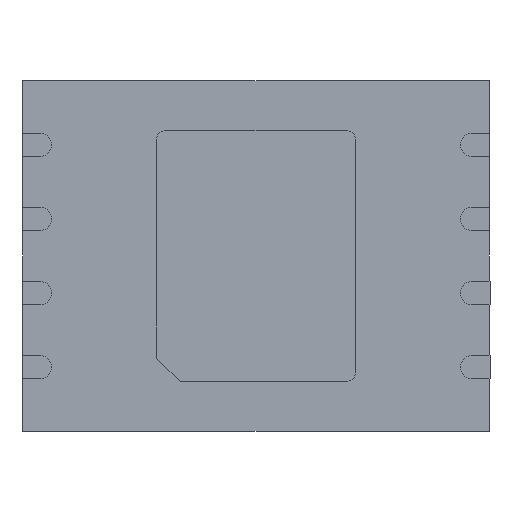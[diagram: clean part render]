
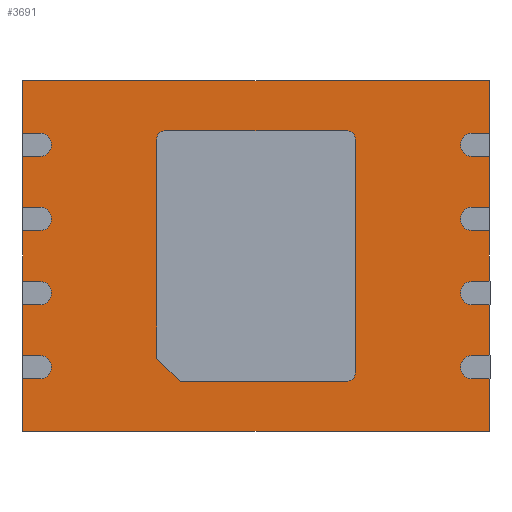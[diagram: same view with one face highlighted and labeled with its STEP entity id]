
A CAD part, front view. The second image highlights one B-rep face of the part: STEP entity #3691.
In plain terms, the highlighted planar face has unit normal (0, -1, 0).
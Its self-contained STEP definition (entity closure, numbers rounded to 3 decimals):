
#516=FACE_OUTER_BOUND('',#737,.T.);
#737=EDGE_LOOP('',(#2775,#2776,#2777,#2778));
#1025=LINE('',#5925,#1362);
#1028=LINE('',#5930,#1365);
#1030=LINE('',#5934,#1367);
#1032=LINE('',#5937,#1369);
#1362=VECTOR('',#4311,1000.);
#1365=VECTOR('',#4316,1000.);
#1367=VECTOR('',#4320,1000.);
#1369=VECTOR('',#4324,1000.);
#1743=VERTEX_POINT('',#5923);
#1744=VERTEX_POINT('',#5924);
#1745=VERTEX_POINT('',#5929);
#1746=VERTEX_POINT('',#5933);
#2130=EDGE_CURVE('',#1743,#1744,#1025,.T.);
#2133=EDGE_CURVE('',#1744,#1745,#1028,.T.);
#2135=EDGE_CURVE('',#1745,#1746,#1030,.T.);
#2137=EDGE_CURVE('',#1746,#1743,#1032,.T.);
#2775=ORIENTED_EDGE('',*,*,#2130,.F.);
#2776=ORIENTED_EDGE('',*,*,#2137,.F.);
#2777=ORIENTED_EDGE('',*,*,#2135,.F.);
#2778=ORIENTED_EDGE('',*,*,#2133,.F.);
#3564=PLANE('',#3950);
#3691=ADVANCED_FACE('',(#516),#3564,.T.);
#3950=AXIS2_PLACEMENT_3D('',#5938,#4325,#4326);
#4311=DIRECTION('',(0.,0.,-1.));
#4316=DIRECTION('',(-1.,0.,0.));
#4320=DIRECTION('',(0.,0.,1.));
#4324=DIRECTION('',(1.,0.,0.));
#4325=DIRECTION('center_axis',(0.,-1.,0.));
#4326=DIRECTION('ref_axis',(0.,0.,-1.));
#5923=CARTESIAN_POINT('',(4.,0.02,3.));
#5924=CARTESIAN_POINT('',(4.,0.02,-3.));
#5925=CARTESIAN_POINT('',(4.,0.02,3.));
#5929=CARTESIAN_POINT('',(-4.,0.02,-3.));
#5930=CARTESIAN_POINT('',(-4.,0.02,-3.));
#5933=CARTESIAN_POINT('',(-4.,0.02,3.));
#5934=CARTESIAN_POINT('',(-4.,0.02,3.));
#5937=CARTESIAN_POINT('',(-4.,0.02,3.));
#5938=CARTESIAN_POINT('Origin',(0.,0.02,0.));
